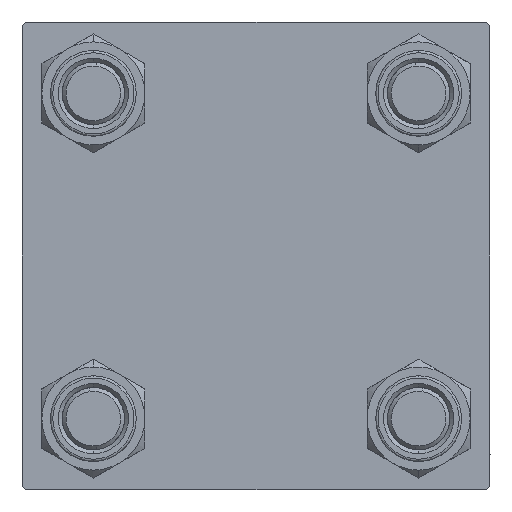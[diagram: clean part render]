
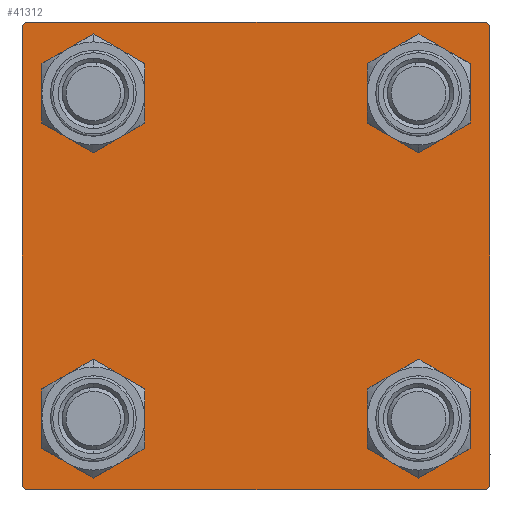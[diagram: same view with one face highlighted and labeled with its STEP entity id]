
A CAD part, left-side view. The second image highlights one B-rep face of the part: STEP entity #41312.
In plain terms, the highlighted planar face has unit normal (-1, 0, 0).
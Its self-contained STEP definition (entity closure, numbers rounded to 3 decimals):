
#101 = AXIS2_PLACEMENT_3D ( 'NONE', #23998, #4445, #40431 ) ;
#203 = VERTEX_POINT ( 'NONE', #25711 ) ;
#618 = VERTEX_POINT ( 'NONE', #27665 ) ;
#825 = DIRECTION ( 'NONE',  ( 1., 0., 0. ) ) ;
#1134 = ORIENTED_EDGE ( 'NONE', *, *, #19543, .T. ) ;
#1291 = ORIENTED_EDGE ( 'NONE', *, *, #36242, .T. ) ;
#1524 = DIRECTION ( 'NONE',  ( 0., -1., 0. ) ) ;
#1954 = VERTEX_POINT ( 'NONE', #49980 ) ;
#2131 = EDGE_LOOP ( 'NONE', ( #27134, #1134 ) ) ;
#2518 = FACE_BOUND ( 'NONE', #12438, .T. ) ;
#2578 = VECTOR ( 'NONE', #5627, 1000. ) ;
#2779 = CARTESIAN_POINT ( 'NONE',  ( 0., -20.85, -16.35 ) ) ;
#4048 = LINE ( 'NONE', #35661, #48015 ) ;
#4291 = EDGE_CURVE ( 'NONE', #24836, #31652, #4048, .T. ) ;
#4445 = DIRECTION ( 'NONE',  ( 1., 0., 0. ) ) ;
#4975 = ORIENTED_EDGE ( 'NONE', *, *, #39267, .T. ) ;
#5448 = ORIENTED_EDGE ( 'NONE', *, *, #4291, .T. ) ;
#5627 = DIRECTION ( 'NONE',  ( 0., 0.707, 0.707 ) ) ;
#6052 = EDGE_CURVE ( 'NONE', #37268, #38469, #40679, .T. ) ;
#6356 = CARTESIAN_POINT ( 'NONE',  ( 0., -20.85, 16.35 ) ) ;
#6777 = AXIS2_PLACEMENT_3D ( 'NONE', #29126, #13160, #17026 ) ;
#8036 = VERTEX_POINT ( 'NONE', #42573 ) ;
#8293 = CARTESIAN_POINT ( 'NONE',  ( 0., 30., 30. ) ) ;
#8806 = VERTEX_POINT ( 'NONE', #20433 ) ;
#8845 = CARTESIAN_POINT ( 'NONE',  ( 0., -29.5, 30. ) ) ;
#8878 = DIRECTION ( 'NONE',  ( 1., 0., 0. ) ) ;
#9588 = CARTESIAN_POINT ( 'NONE',  ( 0., 20.85, 25.35 ) ) ;
#10033 = CIRCLE ( 'NONE', #6777, 4.5 ) ;
#10945 = EDGE_CURVE ( 'NONE', #8036, #24836, #31470, .T. ) ;
#11606 = CARTESIAN_POINT ( 'NONE',  ( 0., -30., -29.5 ) ) ;
#12062 = CARTESIAN_POINT ( 'NONE',  ( 0., 20.85, 20.85 ) ) ;
#12438 = EDGE_LOOP ( 'NONE', ( #1291, #30410 ) ) ;
#13160 = DIRECTION ( 'NONE',  ( 1., 0., 0. ) ) ;
#13178 = ORIENTED_EDGE ( 'NONE', *, *, #29189, .T. ) ;
#13501 = DIRECTION ( 'NONE',  ( 0., 0., 1. ) ) ;
#14417 = ORIENTED_EDGE ( 'NONE', *, *, #19135, .T. ) ;
#14757 = CIRCLE ( 'NONE', #43505, 4.5 ) ;
#14873 = DIRECTION ( 'NONE',  ( 0., 0., 1. ) ) ;
#15067 = DIRECTION ( 'NONE',  ( 1., 0., 0. ) ) ;
#15144 = CARTESIAN_POINT ( 'NONE',  ( 0., -29.75, -29.75 ) ) ;
#15971 = AXIS2_PLACEMENT_3D ( 'NONE', #33631, #38241, #50051 ) ;
#16152 = ORIENTED_EDGE ( 'NONE', *, *, #46122, .T. ) ;
#17026 = DIRECTION ( 'NONE',  ( 0., 0., 1. ) ) ;
#17558 = VECTOR ( 'NONE', #39158, 1000. ) ;
#18482 = CARTESIAN_POINT ( 'NONE',  ( 0., 20.85, 20.85 ) ) ;
#18500 = DIRECTION ( 'NONE',  ( 0., -0.707, 0.707 ) ) ;
#18565 = ORIENTED_EDGE ( 'NONE', *, *, #24386, .T. ) ;
#18652 = EDGE_CURVE ( 'NONE', #36318, #20171, #41814, .T. ) ;
#19010 = CIRCLE ( 'NONE', #101, 4.5 ) ;
#19135 = EDGE_CURVE ( 'NONE', #8806, #38539, #31362, .T. ) ;
#19543 = EDGE_CURVE ( 'NONE', #30000, #1954, #27112, .T. ) ;
#19719 = CARTESIAN_POINT ( 'NONE',  ( 0., -30., 30. ) ) ;
#20171 = VERTEX_POINT ( 'NONE', #2779 ) ;
#20362 = CARTESIAN_POINT ( 'NONE',  ( 0., -20.85, -20.85 ) ) ;
#20395 = EDGE_CURVE ( 'NONE', #1954, #30000, #41889, .T. ) ;
#20433 = CARTESIAN_POINT ( 'NONE',  ( 0., -29.5, -30. ) ) ;
#21179 = EDGE_CURVE ( 'NONE', #618, #21965, #32389, .T. ) ;
#21216 = ORIENTED_EDGE ( 'NONE', *, *, #6052, .T. ) ;
#21965 = VERTEX_POINT ( 'NONE', #8845 ) ;
#22306 = PLANE ( 'NONE',  #15971 ) ;
#22713 = VECTOR ( 'NONE', #46187, 1000. ) ;
#23146 = EDGE_CURVE ( 'NONE', #36985, #49674, #14757, .T. ) ;
#23998 = CARTESIAN_POINT ( 'NONE',  ( 0., -20.85, 20.85 ) ) ;
#24133 = AXIS2_PLACEMENT_3D ( 'NONE', #18482, #45481, #14873 ) ;
#24386 = EDGE_CURVE ( 'NONE', #49674, #36985, #19010, .T. ) ;
#24484 = DIRECTION ( 'NONE',  ( 0., 0., 1. ) ) ;
#24801 = EDGE_LOOP ( 'NONE', ( #45776, #5448, #16152, #14417, #27645, #13178, #25030, #32957 ) ) ;
#24836 = VERTEX_POINT ( 'NONE', #39949 ) ;
#25030 = ORIENTED_EDGE ( 'NONE', *, *, #21179, .F. ) ;
#25711 = CARTESIAN_POINT ( 'NONE',  ( 0., -30., 29.5 ) ) ;
#26290 = CARTESIAN_POINT ( 'NONE',  ( 0., -20.85, -25.35 ) ) ;
#27076 = VECTOR ( 'NONE', #18500, 1000. ) ;
#27112 = CIRCLE ( 'NONE', #38591, 4.5 ) ;
#27134 = ORIENTED_EDGE ( 'NONE', *, *, #20395, .T. ) ;
#27438 = LINE ( 'NONE', #19719, #50588 ) ;
#27645 = ORIENTED_EDGE ( 'NONE', *, *, #48215, .F. ) ;
#27665 = CARTESIAN_POINT ( 'NONE',  ( 0., 29.5, 30. ) ) ;
#27765 = DIRECTION ( 'NONE',  ( 1., 0., 0. ) ) ;
#28134 = CARTESIAN_POINT ( 'NONE',  ( 0., -20.85, 25.35 ) ) ;
#29126 = CARTESIAN_POINT ( 'NONE',  ( 0., -20.85, -20.85 ) ) ;
#29189 = EDGE_CURVE ( 'NONE', #203, #21965, #49310, .T. ) ;
#29861 = CARTESIAN_POINT ( 'NONE',  ( 0., 20.85, -25.35 ) ) ;
#30000 = VERTEX_POINT ( 'NONE', #29861 ) ;
#30410 = ORIENTED_EDGE ( 'NONE', *, *, #18652, .T. ) ;
#31362 = LINE ( 'NONE', #15144, #27076 ) ;
#31470 = LINE ( 'NONE', #8293, #22713 ) ;
#31652 = VERTEX_POINT ( 'NONE', #49048 ) ;
#31676 = EDGE_LOOP ( 'NONE', ( #4975, #21216 ) ) ;
#31716 = CARTESIAN_POINT ( 'NONE',  ( 0., -20.85, 20.85 ) ) ;
#32389 = LINE ( 'NONE', #48043, #45192 ) ;
#32827 = DIRECTION ( 'NONE',  ( 1., 0., 0. ) ) ;
#32957 = ORIENTED_EDGE ( 'NONE', *, *, #39548, .T. ) ;
#33631 = CARTESIAN_POINT ( 'NONE',  ( 0., 0., 0. ) ) ;
#34139 = FACE_BOUND ( 'NONE', #31676, .T. ) ;
#35661 = CARTESIAN_POINT ( 'NONE',  ( 0., 29.75, -29.75 ) ) ;
#36242 = EDGE_CURVE ( 'NONE', #20171, #36318, #10033, .T. ) ;
#36318 = VERTEX_POINT ( 'NONE', #26290 ) ;
#36985 = VERTEX_POINT ( 'NONE', #6356 ) ;
#36988 = CARTESIAN_POINT ( 'NONE',  ( 0., -29.75, 29.75 ) ) ;
#37268 = VERTEX_POINT ( 'NONE', #48712 ) ;
#37338 = VECTOR ( 'NONE', #38896, 1000. ) ;
#38241 = DIRECTION ( 'NONE',  ( -1., 0., 0. ) ) ;
#38469 = VERTEX_POINT ( 'NONE', #9588 ) ;
#38539 = VERTEX_POINT ( 'NONE', #11606 ) ;
#38591 = AXIS2_PLACEMENT_3D ( 'NONE', #47965, #8878, #40245 ) ;
#38896 = DIRECTION ( 'NONE',  ( 0., -1., 0. ) ) ;
#38905 = LINE ( 'NONE', #39647, #17558 ) ;
#39158 = DIRECTION ( 'NONE',  ( 0., 0.707, -0.707 ) ) ;
#39267 = EDGE_CURVE ( 'NONE', #38469, #37268, #39715, .T. ) ;
#39502 = DIRECTION ( 'NONE',  ( 0., -0.707, -0.707 ) ) ;
#39548 = EDGE_CURVE ( 'NONE', #618, #8036, #38905, .T. ) ;
#39647 = CARTESIAN_POINT ( 'NONE',  ( 0., 29.75, 29.75 ) ) ;
#39715 = CIRCLE ( 'NONE', #24133, 4.5 ) ;
#39949 = CARTESIAN_POINT ( 'NONE',  ( 0., 30., -29.5 ) ) ;
#40245 = DIRECTION ( 'NONE',  ( 0., 0., 1. ) ) ;
#40431 = DIRECTION ( 'NONE',  ( 0., 0., 1. ) ) ;
#40679 = CIRCLE ( 'NONE', #47258, 4.5 ) ;
#41021 = CARTESIAN_POINT ( 'NONE',  ( 0., 20.85, -20.85 ) ) ;
#41075 = AXIS2_PLACEMENT_3D ( 'NONE', #41021, #32827, #13501 ) ;
#41312 = ADVANCED_FACE ( 'NONE', ( #42346, #2518, #46195, #34139, #41582 ), #22306, .T. ) ;
#41582 = FACE_OUTER_BOUND ( 'NONE', #24801, .T. ) ;
#41814 = CIRCLE ( 'NONE', #44273, 4.5 ) ;
#41889 = CIRCLE ( 'NONE', #41075, 4.5 ) ;
#42346 = FACE_BOUND ( 'NONE', #49392, .T. ) ;
#42573 = CARTESIAN_POINT ( 'NONE',  ( 0., 30., 29.5 ) ) ;
#43372 = DIRECTION ( 'NONE',  ( 0., 0., -1. ) ) ;
#43445 = DIRECTION ( 'NONE',  ( 0., 0., 1. ) ) ;
#43505 = AXIS2_PLACEMENT_3D ( 'NONE', #31716, #15067, #47379 ) ;
#44273 = AXIS2_PLACEMENT_3D ( 'NONE', #20362, #825, #24484 ) ;
#45192 = VECTOR ( 'NONE', #1524, 1000. ) ;
#45481 = DIRECTION ( 'NONE',  ( 1., 0., 0. ) ) ;
#45776 = ORIENTED_EDGE ( 'NONE', *, *, #10945, .T. ) ;
#46122 = EDGE_CURVE ( 'NONE', #31652, #8806, #49965, .T. ) ;
#46187 = DIRECTION ( 'NONE',  ( 0., 0., -1. ) ) ;
#46195 = FACE_BOUND ( 'NONE', #2131, .T. ) ;
#47258 = AXIS2_PLACEMENT_3D ( 'NONE', #12062, #27765, #43445 ) ;
#47379 = DIRECTION ( 'NONE',  ( 0., 0., 1. ) ) ;
#47965 = CARTESIAN_POINT ( 'NONE',  ( 0., 20.85, -20.85 ) ) ;
#48015 = VECTOR ( 'NONE', #39502, 1000. ) ;
#48043 = CARTESIAN_POINT ( 'NONE',  ( 0., 30., 30. ) ) ;
#48215 = EDGE_CURVE ( 'NONE', #203, #38539, #27438, .T. ) ;
#48712 = CARTESIAN_POINT ( 'NONE',  ( 0., 20.85, 16.35 ) ) ;
#48943 = ORIENTED_EDGE ( 'NONE', *, *, #23146, .T. ) ;
#49048 = CARTESIAN_POINT ( 'NONE',  ( 0., 29.5, -30. ) ) ;
#49310 = LINE ( 'NONE', #36988, #2578 ) ;
#49392 = EDGE_LOOP ( 'NONE', ( #18565, #48943 ) ) ;
#49674 = VERTEX_POINT ( 'NONE', #28134 ) ;
#49965 = LINE ( 'NONE', #50466, #37338 ) ;
#49980 = CARTESIAN_POINT ( 'NONE',  ( 0., 20.85, -16.35 ) ) ;
#50051 = DIRECTION ( 'NONE',  ( 0., 0., 1. ) ) ;
#50466 = CARTESIAN_POINT ( 'NONE',  ( 0., 30., -30. ) ) ;
#50588 = VECTOR ( 'NONE', #43372, 1000. ) ;
